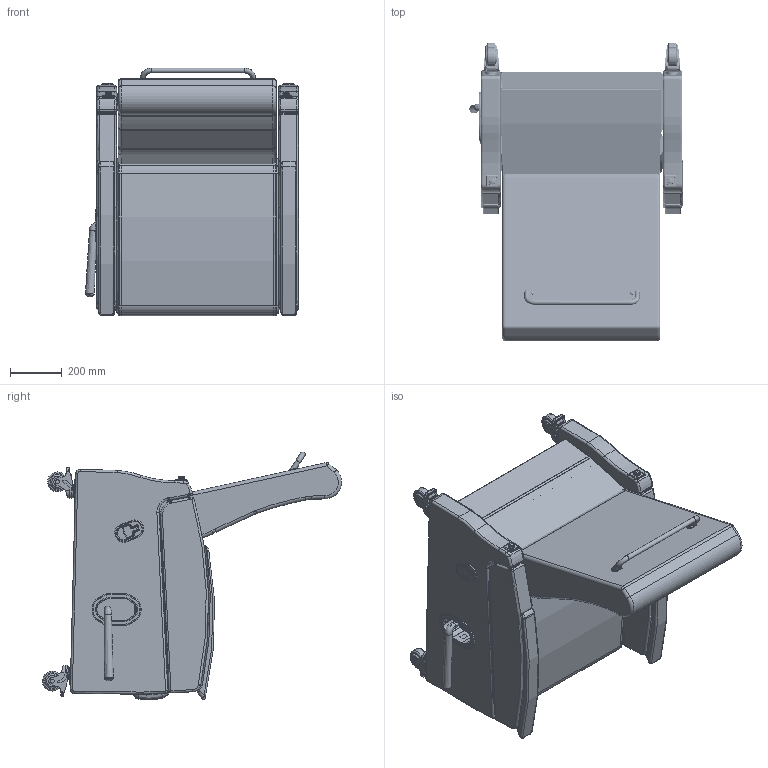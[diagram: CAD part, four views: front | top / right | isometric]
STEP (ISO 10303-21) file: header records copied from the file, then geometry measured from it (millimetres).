
FILE_DESCRIPTION(/* description */ (''),/* implementation_level */ '2;1');
FILE_NAME(/* name */ 'KC1162W.stp',/* time_stamp */ '2017-09-15T14:25:11-04:00',/* author */ ('emehringer'),/* organization */ (''),/* preprocessor_version */ 'ST-DEVELOPER v16.5',/* originating_system */ 'Autodesk Inventor 2017',/* authorisation */ '');
FILE_SCHEMA (('AUTOMOTIVE_DESIGN { 1 0 10303 214 3 1 1 }'));
Products named in the file (33): KC1162U-W-J; 7000 UKP; ULSEAT 4000C; EV7070 UBACK FLAP; BEZEL-1; HDL 3062 BLK; 4000 UKO; 7000-2 CON PLT; E1010-1 MAC BLK; CABLE LEVER; O1010 UBACK; E1067-1 LARM L; E1067-1 LARM R; FD400-2 L; CAST COL 4inSLB; _NG-03AMP-125-TL-TP01_fork; _TP01_Next Generation Series_0; _NG-03QDP-125-SW-TP01_rivet; _NG-03AMP-125-TL-TP01_wheel_core; _NG-03AMP-125-TL-TP01_wheel_tread; _NG-03AMP-125-TL-TP01_wheel_guard; _NG-03AMP-125-TL-TP01_wheel_tguard; _NG-03AMP-125-TL-TP01_cap; PLT 1060 LO-B; Knob and spring; PB3; PUSH BAR 17.625; PUSH BAR 17.625_1; PUSH BAR 17.625 right side; 1420X1.5 PSHPB; HINGE 22 NEW (closed); HINGE 22 NEW; HINGE 22 NEW PIN
Assembly tree (43 placements, depth 4):
  KC1162U-W-J
    7000 UKP
    ULSEAT 4000C
    EV7070 UBACK FLAP
    BEZEL-1
    HDL 3062 BLK
    4000 UKO
    7000-2 CON PLT
    E1010-1 MAC BLK  x2
    CABLE LEVER
    O1010 UBACK
    E1067-1 LARM L
    E1067-1 LARM R
    FD400-2 L  x2
    CAST COL 4inSLB  x4
      _NG-03AMP-125-TL-TP01_fork
      _TP01_Next Generation Series_0
      _NG-03QDP-125-SW-TP01_rivet
      _NG-03AMP-125-TL-TP01_wheel_core
      _NG-03AMP-125-TL-TP01_wheel_tread
      _NG-03AMP-125-TL-TP01_wheel_guard
      _NG-03AMP-125-TL-TP01_wheel_tguard
      _NG-03AMP-125-TL-TP01_cap
    PLT 1060 LO-B  x2
    Knob and spring  x2
    PB3
      PUSH BAR 17.625
        PUSH BAR 17.625_1
        PUSH BAR 17.625 right side
      1420X1.5 PSHPB  x2
    HINGE 22 NEW (closed)  x2
      HINGE 22 NEW
      HINGE 22 NEW PIN
Bounding box: 822.79 x 1154.24 x 956.56 mm (x, y, z)
Volume: 181378790.2 mm3; surface area: 6766885 mm2
Topology: 65 solids, 295 shells, 2695 faces, 7326 edges, 4933 vertices
Faces by surface type: plane 1077, cylinder 1073, torus 258, bspline 140, cone 100, sphere 47
Full cylindrical faces by diameter (mm): 2.794 x2, 3.969 x4, 6.35 x3, 7.938 x2, 11.112 x8, 11.989 x4, 12.497 x2, 12.7 x2, 14.877 x4, 15.062 x4, 15.24 x8, 19.05 x3, 19.075 x6, 23.812 x2, 25.4 x4, 30.162 x2, 38.049 x4, 44.298 x4, 52.273 x4, 55.372 x8, 57.15 x8, 76.2 x4
Entity records: 56769 total; most frequent: CARTESIAN_POINT 22564, DIRECTION 7067, ORIENTED_EDGE 6420, EDGE_CURVE 3476, AXIS2_PLACEMENT_3D 2731, VERTEX_POINT 2366, LINE 1605, VECTOR 1605
